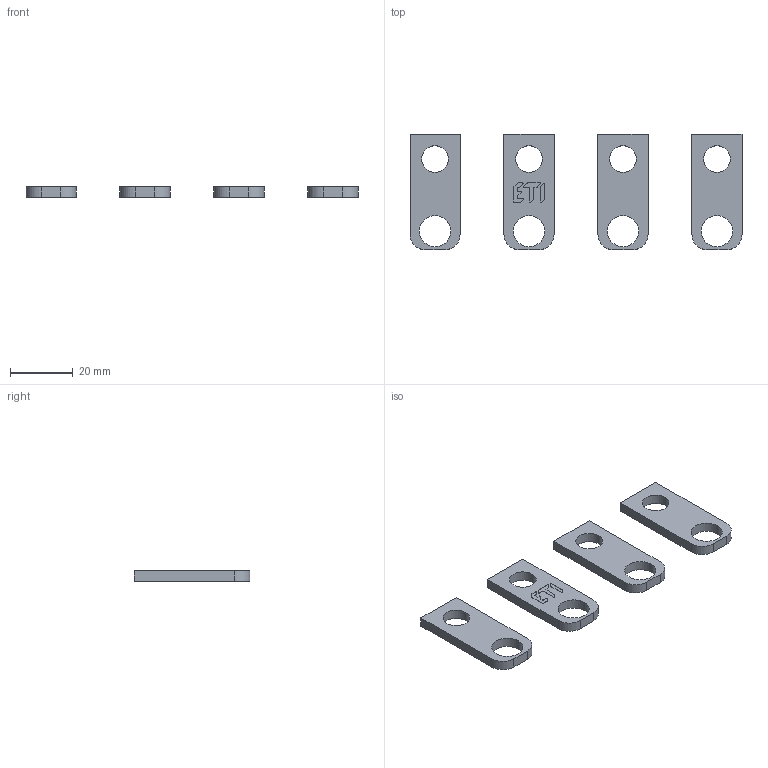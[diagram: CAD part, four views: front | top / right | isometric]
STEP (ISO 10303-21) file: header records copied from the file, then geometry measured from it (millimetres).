
FILE_DESCRIPTION((''),'2;1');
FILE_NAME('ZB2_125_3P_STRAIGHT_ASM','2021-11-03T',('marketing.praksa'),('Audax d.o.o.'),'CREO PARAMETRIC BY PTC INC, 2017480','CREO PARAMETRIC BY PTC INC, 2017480','');
FILE_SCHEMA(('AUTOMOTIVE_DESIGN { 1 0 10303 214 1 1 1 1 }'));
Length unit declared in the file: millimetre
Products named in the file (6): 5D4; 5D8; 5DC; PRT9590; 61A; ZB2_125_3P_STRAIGHT_ASM
Assembly tree (5 placements, depth 2):
  ZB2_125_3P_STRAIGHT_ASM
    5D4
    5D8
    5DC
    PRT9590
    61A
Bounding box: 106 x 37 x 3.2 mm (x, y, z)
Volume: 5706.3 mm3; surface area: 5738.6 mm2
Topology: 7 solids, 7 shells, 153 faces, 408 edges, 272 vertices
Faces by surface type: plane 81, cylinder 72
Entity records: 7669 total; most frequent: DIRECTION 880, CARTESIAN_POINT 860, ORIENTED_EDGE 816, PRESENTATION_STYLE_ASSIGNMENT 568, STYLED_ITEM 568, CURVE_STYLE 408, EDGE_CURVE 408, AXIS2_PLACEMENT_3D 308
